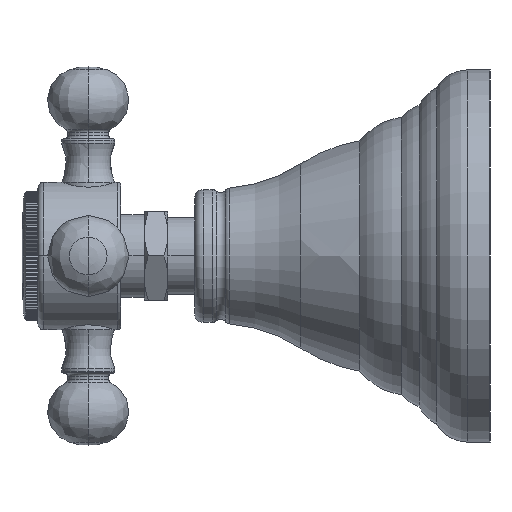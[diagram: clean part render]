
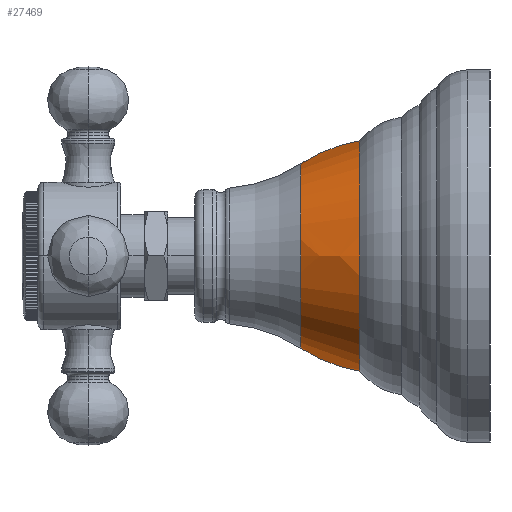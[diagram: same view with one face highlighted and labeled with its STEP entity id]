
A CAD part, left-side view. The second image highlights one B-rep face of the part: STEP entity #27469.
In plain terms, the highlighted free-form (B-spline) face has degree [3, 3] with [7, 4] control points.
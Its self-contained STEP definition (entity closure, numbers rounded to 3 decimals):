
#20331=CARTESIAN_POINT('',(-100.,13.7,0.));
#20332=DIRECTION('',(0.,1.,0.));
#20333=DIRECTION('',(0.,0.,-1.));
#20334=AXIS2_PLACEMENT_3D('',#20331,#20332,#20333);
#20336=CARTESIAN_POINT('',(-100.,-0.491,
6.16));
#20337=DIRECTION('',(1.,0.,0.));
#20338=DIRECTION('',(0.,0.161,-0.987));
#20339=AXIS2_PLACEMENT_3D('',#20336,#20337,#20338);
#20341=CARTESIAN_POINT('',(-100.,-0.491,
-6.16));
#20342=DIRECTION('',(-1.,0.,0.));
#20343=DIRECTION('',(0.,0.161,0.987));
#20344=AXIS2_PLACEMENT_3D('',#20341,#20342,#20343);
#20346=CARTESIAN_POINT('',(-100.,3.7,0.));
#20347=DIRECTION('',(0.,-1.,0.));
#20348=DIRECTION('',(0.,0.,1.));
#20349=AXIS2_PLACEMENT_3D('',#20346,#20347,#20348);
#24547=CARTESIAN_POINT('',(-100.,13.7,-15.625));
#24549=VERTEX_POINT('',#24547);
#24551=CARTESIAN_POINT('',(-100.,13.7,15.625));
#24553=VERTEX_POINT('',#24551);
#24555=CARTESIAN_POINT('',(-100.,3.7,-19.5));
#24556=CARTESIAN_POINT('',(-100.,3.7,19.5));
#24557=VERTEX_POINT('',#24555);
#24558=VERTEX_POINT('',#24556);
#27431=CARTESIAN_POINT('',(-99.026,13.881,
15.476));
#27432=CARTESIAN_POINT('',(-98.895,10.735,
17.558));
#27433=CARTESIAN_POINT('',(-98.81,7.216,
18.919));
#27434=CARTESIAN_POINT('',(-98.773,3.487,
19.495));
#27435=CARTESIAN_POINT('',(-108.55,13.881,
16.075));
#27436=CARTESIAN_POINT('',(-109.701,10.735,
18.238));
#27437=CARTESIAN_POINT('',(-110.452,7.216,
19.652));
#27438=CARTESIAN_POINT('',(-110.771,3.487,
20.25));
#27439=CARTESIAN_POINT('',(-115.507,13.881,
9.543));
#27440=CARTESIAN_POINT('',(-117.593,10.735,
10.827));
#27441=CARTESIAN_POINT('',(-118.957,7.216,
11.666));
#27442=CARTESIAN_POINT('',(-119.534,3.487,
12.021));
#27443=CARTESIAN_POINT('',(-115.507,13.881,
0.));
#27444=CARTESIAN_POINT('',(-117.593,10.735,
0.));
#27445=CARTESIAN_POINT('',(-118.957,7.216,
0.));
#27446=CARTESIAN_POINT('',(-119.534,3.487,
0.));
#27447=CARTESIAN_POINT('',(-115.507,13.881,
-9.543));
#27448=CARTESIAN_POINT('',(-117.593,10.735,
-10.827));
#27449=CARTESIAN_POINT('',(-118.957,7.216,
-11.666));
#27450=CARTESIAN_POINT('',(-119.534,3.487,
-12.021));
#27451=CARTESIAN_POINT('',(-108.55,13.881,
-16.075));
#27452=CARTESIAN_POINT('',(-109.701,10.735,
-18.238));
#27453=CARTESIAN_POINT('',(-110.452,7.216,
-19.652));
#27454=CARTESIAN_POINT('',(-110.771,3.487,
-20.25));
#27455=CARTESIAN_POINT('',(-99.026,13.881,
-15.476));
#27456=CARTESIAN_POINT('',(-98.895,10.735,
-17.558));
#27457=CARTESIAN_POINT('',(-98.81,7.216,
-18.919));
#27458=CARTESIAN_POINT('',(-98.773,3.487,
-19.495));
#27459=(BOUNDED_SURFACE()B_SPLINE_SURFACE(3,3,((#27431,#27432,#27433,#27434),(
#27435,#27436,#27437,#27438),(#27439,#27440,#27441,#27442),(#27443,#27444,
#27445,#27446),(#27447,#27448,#27449,#27450),(#27451,#27452,#27453,#27454),(
#27455,#27456,#27457,#27458)),.UNSPECIFIED.,.F.,.F.,.F.)B_SPLINE_SURFACE_WITH_KNOTS((4,3,4),(4,4),(0.,1.,2.),(0.,1.),.UNSPECIFIED.)GEOMETRIC_REPRESENTATION_ITEM()RATIONAL_B_SPLINE_SURFACE(((1.201,1.183,
1.183,1.201),(0.949,0.934,
0.934,0.949),(0.949,0.934,
0.934,0.949),(1.201,1.183,
1.183,1.201),(0.949,0.934,
0.934,0.949),(0.949,0.934,
0.934,0.949),(1.201,1.183,
1.183,1.201)))REPRESENTATION_ITEM('')SURFACE());
#27461=ORIENTED_EDGE('',*,*,#27460,.T.);
#27463=ORIENTED_EDGE('',*,*,#27462,.T.);
#27464=ORIENTED_EDGE('',*,*,#27419,.T.);
#27466=ORIENTED_EDGE('',*,*,#27465,.F.);
#27467=EDGE_LOOP('',(#27461,#27463,#27464,#27466));
#27468=FACE_OUTER_BOUND('',#27467,.F.);
#27469=ADVANCED_FACE('',(#27468),#27459,.T.);
#20335=CIRCLE('',#20334,15.625);
#20340=CIRCLE('',#20339,26.);
#20345=CIRCLE('',#20344,26.);
#20350=CIRCLE('',#20349,19.5);
#27419=EDGE_CURVE('',#24549,#24553,#20335,.T.);
#27460=EDGE_CURVE('',#24558,#24557,#20350,.T.);
#27462=EDGE_CURVE('',#24557,#24549,#20340,.T.);
#27465=EDGE_CURVE('',#24558,#24553,#20345,.T.);
